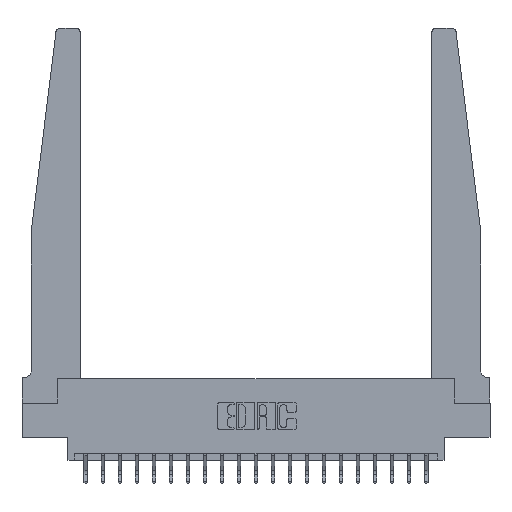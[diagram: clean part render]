
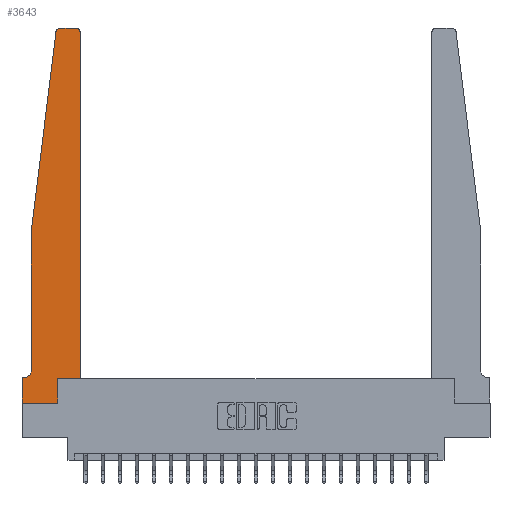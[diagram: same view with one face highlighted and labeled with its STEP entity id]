
A CAD part, top view. The second image highlights one B-rep face of the part: STEP entity #3643.
In plain terms, the highlighted planar face has unit normal (0, 0, 1).
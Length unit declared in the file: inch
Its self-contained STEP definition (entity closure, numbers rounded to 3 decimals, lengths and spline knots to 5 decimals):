
#151 = CARTESIAN_POINT ( 'NONE',  ( 0.065, 1.25, 0.37 ) ) ;
#372 = LINE ( 'NONE', #2034, #14149 ) ;
#731 = VECTOR ( 'NONE', #18805, 39.37008 ) ;
#764 = CIRCLE ( 'NONE', #4318, 0.05 ) ;
#1073 = ORIENTED_EDGE ( 'NONE', *, *, #19701, .T. ) ;
#1357 = EDGE_LOOP ( 'NONE', ( #6469, #7963, #15931, #3407, #19941, #19180, #1073, #9267, #7327, #8360, #21589, #3714 ) ) ;
#1857 = EDGE_CURVE ( 'NONE', #12666, #9878, #16446, .T. ) ;
#2034 = CARTESIAN_POINT ( 'NONE',  ( 0.2605, 0.18, 0.37 ) ) ;
#2076 = VERTEX_POINT ( 'NONE', #17850 ) ;
#2159 = EDGE_CURVE ( 'NONE', #9878, #18548, #15467, .T. ) ;
#2167 = LINE ( 'NONE', #9007, #7365 ) ;
#2290 = EDGE_CURVE ( 'NONE', #2076, #2926, #9824, .T. ) ;
#2473 = CARTESIAN_POINT ( 'NONE',  ( 0., 0., 0.37 ) ) ;
#2524 = EDGE_CURVE ( 'NONE', #18548, #15313, #764, .T. ) ;
#2607 = CARTESIAN_POINT ( 'NONE',  ( 0., 0.1875, 0.37 ) ) ;
#2926 = VERTEX_POINT ( 'NONE', #18891 ) ;
#3022 = DIRECTION ( 'NONE',  ( -0.122, -0.992, 0. ) ) ;
#3407 = ORIENTED_EDGE ( 'NONE', *, *, #2159, .T. ) ;
#3643 = ADVANCED_FACE ( 'NONE', ( #19235 ), #3895, .T. ) ;
#3714 = ORIENTED_EDGE ( 'NONE', *, *, #5815, .T. ) ;
#3895 = PLANE ( 'NONE',  #13952 ) ;
#4010 = DIRECTION ( 'NONE',  ( 1., 0., 0. ) ) ;
#4318 = AXIS2_PLACEMENT_3D ( 'NONE', #9690, #21591, #6229 ) ;
#5815 = EDGE_CURVE ( 'NONE', #21234, #2076, #13506, .T. ) ;
#5999 = CARTESIAN_POINT ( 'NONE',  ( 0., 0., 0.37 ) ) ;
#6229 = DIRECTION ( 'NONE',  ( -1., 0., 0. ) ) ;
#6426 = VERTEX_POINT ( 'NONE', #7751 ) ;
#6469 = ORIENTED_EDGE ( 'NONE', *, *, #2290, .T. ) ;
#6483 = CARTESIAN_POINT ( 'NONE',  ( 0.065, 1.25, 0.37 ) ) ;
#6716 = CARTESIAN_POINT ( 'NONE',  ( 0.425, 0.18, 0.37 ) ) ;
#6774 = VECTOR ( 'NONE', #14339, 39.37008 ) ;
#6918 = CARTESIAN_POINT ( 'NONE',  ( 0.25, 2.75, 0.37 ) ) ;
#7318 = DIRECTION ( 'NONE',  ( 0., 0., 1. ) ) ;
#7327 = ORIENTED_EDGE ( 'NONE', *, *, #21192, .T. ) ;
#7365 = VECTOR ( 'NONE', #16064, 39.37008 ) ;
#7751 = CARTESIAN_POINT ( 'NONE',  ( 0.2605, 0.18, 0.37 ) ) ;
#7963 = ORIENTED_EDGE ( 'NONE', *, *, #21412, .T. ) ;
#8360 = ORIENTED_EDGE ( 'NONE', *, *, #10678, .T. ) ;
#9007 = CARTESIAN_POINT ( 'NONE',  ( 0.065, 0.1875, 0.37 ) ) ;
#9267 = ORIENTED_EDGE ( 'NONE', *, *, #15225, .T. ) ;
#9448 = CARTESIAN_POINT ( 'NONE',  ( 0., 0.1875, 0.37 ) ) ;
#9690 = CARTESIAN_POINT ( 'NONE',  ( 0.015, 0.2375, 0.37 ) ) ;
#9824 = LINE ( 'NONE', #6918, #731 ) ;
#9846 = CIRCLE ( 'NONE', #15587, 0.03 ) ;
#9878 = VERTEX_POINT ( 'NONE', #15946 ) ;
#9912 = EDGE_CURVE ( 'NONE', #15313, #10436, #2167, .T. ) ;
#10194 = CARTESIAN_POINT ( 'NONE',  ( 0.2605, 0., 0.37 ) ) ;
#10436 = VERTEX_POINT ( 'NONE', #2607 ) ;
#10603 = VECTOR ( 'NONE', #13525, 39.37008 ) ;
#10678 = EDGE_CURVE ( 'NONE', #6426, #21804, #22052, .T. ) ;
#12066 = DIRECTION ( 'NONE',  ( 0., 0., 1. ) ) ;
#12078 = VERTEX_POINT ( 'NONE', #10194 ) ;
#12666 = VERTEX_POINT ( 'NONE', #14306 ) ;
#12969 = VECTOR ( 'NONE', #3022, 39.37008 ) ;
#13290 = DIRECTION ( 'NONE',  ( 1., 0., 0. ) ) ;
#13506 = CIRCLE ( 'NONE', #20026, 0.03 ) ;
#13525 = DIRECTION ( 'NONE',  ( 1., 0., 0. ) ) ;
#13723 = CARTESIAN_POINT ( 'NONE',  ( 0.395, 2.72, 0.37 ) ) ;
#13952 = AXIS2_PLACEMENT_3D ( 'NONE', #9448, #7318, #4010 ) ;
#14037 = LINE ( 'NONE', #15954, #22074 ) ;
#14149 = VECTOR ( 'NONE', #20870, 39.37008 ) ;
#14209 = VECTOR ( 'NONE', #18137, 39.37008 ) ;
#14306 = CARTESIAN_POINT ( 'NONE',  ( 0.24675, 2.72367, 0.37 ) ) ;
#14339 = DIRECTION ( 'NONE',  ( 0., -1., 0. ) ) ;
#14892 = EDGE_CURVE ( 'NONE', #21804, #21234, #14037, .T. ) ;
#15225 = EDGE_CURVE ( 'NONE', #20146, #12078, #21305, .T. ) ;
#15313 = VERTEX_POINT ( 'NONE', #16650 ) ;
#15467 = LINE ( 'NONE', #151, #6774 ) ;
#15587 = AXIS2_PLACEMENT_3D ( 'NONE', #16668, #20186, #13290 ) ;
#15931 = ORIENTED_EDGE ( 'NONE', *, *, #1857, .T. ) ;
#15946 = CARTESIAN_POINT ( 'NONE',  ( 0.065, 1.25, 0.37 ) ) ;
#15954 = CARTESIAN_POINT ( 'NONE',  ( 0.425, 0.18, 0.37 ) ) ;
#16064 = DIRECTION ( 'NONE',  ( -1., 0., 0. ) ) ;
#16323 = CARTESIAN_POINT ( 'NONE',  ( 0., 0., 0.37 ) ) ;
#16446 = LINE ( 'NONE', #6483, #12969 ) ;
#16650 = CARTESIAN_POINT ( 'NONE',  ( 0.015, 0.1875, 0.37 ) ) ;
#16668 = CARTESIAN_POINT ( 'NONE',  ( 0.27653, 2.72, 0.37 ) ) ;
#17403 = VECTOR ( 'NONE', #17987, 39.37008 ) ;
#17528 = DIRECTION ( 'NONE',  ( 0., 1., 0. ) ) ;
#17850 = CARTESIAN_POINT ( 'NONE',  ( 0.395, 2.75, 0.37 ) ) ;
#17987 = DIRECTION ( 'NONE',  ( 0., -1., 0. ) ) ;
#18137 = DIRECTION ( 'NONE',  ( 1., 0., 0. ) ) ;
#18548 = VERTEX_POINT ( 'NONE', #20034 ) ;
#18647 = CARTESIAN_POINT ( 'NONE',  ( 0.425, 0.18, 0.37 ) ) ;
#18805 = DIRECTION ( 'NONE',  ( -1., 0., 0. ) ) ;
#18891 = CARTESIAN_POINT ( 'NONE',  ( 0.27653, 2.75, 0.37 ) ) ;
#18911 = DIRECTION ( 'NONE',  ( 1., 0., 0. ) ) ;
#19180 = ORIENTED_EDGE ( 'NONE', *, *, #9912, .T. ) ;
#19235 = FACE_OUTER_BOUND ( 'NONE', #1357, .T. ) ;
#19424 = CARTESIAN_POINT ( 'NONE',  ( 0.425, 2.72, 0.37 ) ) ;
#19701 = EDGE_CURVE ( 'NONE', #10436, #20146, #21377, .T. ) ;
#19941 = ORIENTED_EDGE ( 'NONE', *, *, #2524, .T. ) ;
#20026 = AXIS2_PLACEMENT_3D ( 'NONE', #13723, #12066, #18911 ) ;
#20034 = CARTESIAN_POINT ( 'NONE',  ( 0.065, 0.2375, 0.37 ) ) ;
#20146 = VERTEX_POINT ( 'NONE', #16323 ) ;
#20186 = DIRECTION ( 'NONE',  ( 0., 0., 1. ) ) ;
#20870 = DIRECTION ( 'NONE',  ( 0., 1., 0. ) ) ;
#21192 = EDGE_CURVE ( 'NONE', #12078, #6426, #372, .T. ) ;
#21234 = VERTEX_POINT ( 'NONE', #19424 ) ;
#21305 = LINE ( 'NONE', #2473, #14209 ) ;
#21377 = LINE ( 'NONE', #5999, #17403 ) ;
#21412 = EDGE_CURVE ( 'NONE', #2926, #12666, #9846, .T. ) ;
#21589 = ORIENTED_EDGE ( 'NONE', *, *, #14892, .T. ) ;
#21591 = DIRECTION ( 'NONE',  ( 0., 0., -1. ) ) ;
#21804 = VERTEX_POINT ( 'NONE', #18647 ) ;
#22052 = LINE ( 'NONE', #6716, #10603 ) ;
#22074 = VECTOR ( 'NONE', #17528, 39.37008 ) ;
